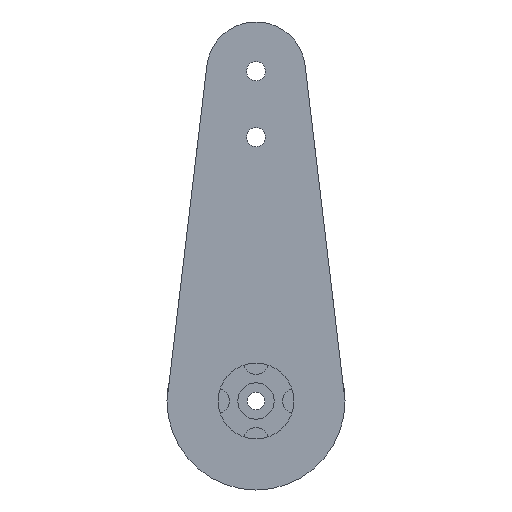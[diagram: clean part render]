
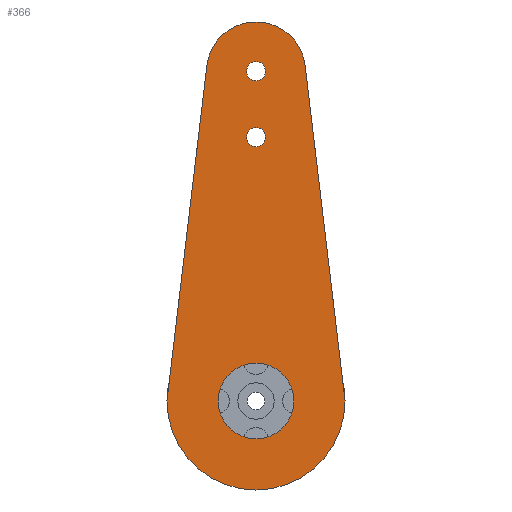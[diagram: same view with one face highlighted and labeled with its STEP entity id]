
A CAD part, front view. The second image highlights one B-rep face of the part: STEP entity #366.
In plain terms, the highlighted planar face has unit normal (0, -1, 0).
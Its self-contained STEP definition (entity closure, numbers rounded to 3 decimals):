
#15=FACE_BOUND('',#70,.T.);
#16=FACE_BOUND('',#71,.T.);
#17=FACE_BOUND('',#72,.T.);
#27=PLANE('',#412);
#44=FACE_OUTER_BOUND('',#69,.T.);
#69=EDGE_LOOP('',(#267,#268,#269,#270,#271));
#70=EDGE_LOOP('',(#272));
#71=EDGE_LOOP('',(#273));
#72=EDGE_LOOP('',(#274));
#106=LINE('',#608,#127);
#107=LINE('',#612,#128);
#127=VECTOR('',#482,10.);
#128=VECTOR('',#485,10.);
#145=CIRCLE('',#403,1.45);
#147=CIRCLE('',#406,1.45);
#149=CIRCLE('',#409,5.75);
#152=CIRCLE('',#413,7.5);
#153=CIRCLE('',#414,13.5);
#154=CIRCLE('',#415,13.5);
#173=VERTEX_POINT('',#586);
#175=VERTEX_POINT('',#592);
#177=VERTEX_POINT('',#598);
#180=VERTEX_POINT('',#606);
#181=VERTEX_POINT('',#607);
#182=VERTEX_POINT('',#609);
#183=VERTEX_POINT('',#611);
#184=VERTEX_POINT('',#613);
#205=EDGE_CURVE('',#173,#173,#145,.T.);
#208=EDGE_CURVE('',#175,#175,#147,.T.);
#211=EDGE_CURVE('',#177,#177,#149,.T.);
#215=EDGE_CURVE('',#180,#181,#106,.T.);
#216=EDGE_CURVE('',#181,#182,#152,.T.);
#217=EDGE_CURVE('',#182,#183,#107,.T.);
#218=EDGE_CURVE('',#183,#184,#153,.T.);
#219=EDGE_CURVE('',#184,#180,#154,.T.);
#267=ORIENTED_EDGE('',*,*,#215,.T.);
#268=ORIENTED_EDGE('',*,*,#216,.T.);
#269=ORIENTED_EDGE('',*,*,#217,.T.);
#270=ORIENTED_EDGE('',*,*,#218,.T.);
#271=ORIENTED_EDGE('',*,*,#219,.T.);
#272=ORIENTED_EDGE('',*,*,#205,.T.);
#273=ORIENTED_EDGE('',*,*,#208,.T.);
#274=ORIENTED_EDGE('',*,*,#211,.F.);
#366=ADVANCED_FACE('',(#44,#15,#16,#17),#27,.T.);
#403=AXIS2_PLACEMENT_3D('',#587,#459,#460);
#406=AXIS2_PLACEMENT_3D('',#593,#466,#467);
#409=AXIS2_PLACEMENT_3D('',#599,#473,#474);
#412=AXIS2_PLACEMENT_3D('',#605,#480,#481);
#413=AXIS2_PLACEMENT_3D('',#610,#483,#484);
#414=AXIS2_PLACEMENT_3D('',#614,#486,#487);
#415=AXIS2_PLACEMENT_3D('',#615,#488,#489);
#459=DIRECTION('center_axis',(0.,1.,0.));
#460=DIRECTION('ref_axis',(0.,0.,
1.));
#466=DIRECTION('center_axis',(0.,1.,0.));
#467=DIRECTION('ref_axis',(0.,0.,
1.));
#473=DIRECTION('center_axis',(0.,-1.,0.));
#474=DIRECTION('ref_axis',(0.,0.,-1.));
#480=DIRECTION('center_axis',(0.,-1.,0.));
#481=DIRECTION('ref_axis',(0.,0.,1.));
#482=DIRECTION('',(-0.118,0.,0.993));
#483=DIRECTION('center_axis',(0.,-1.,0.));
#484=DIRECTION('ref_axis',(0.,0.,1.));
#485=DIRECTION('',(-0.118,0.,-0.993));
#486=DIRECTION('center_axis',(0.,-1.,0.));
#487=DIRECTION('ref_axis',(0.,0.,-1.));
#488=DIRECTION('center_axis',(0.,-1.,0.));
#489=DIRECTION('ref_axis',(0.,0.,-1.));
#586=CARTESIAN_POINT('',(81.875,0.6,126.425));
#587=CARTESIAN_POINT('Origin',(81.875,0.6,127.875));
#592=CARTESIAN_POINT('',(81.875,0.6,136.425));
#593=CARTESIAN_POINT('Origin',(81.875,0.6,137.875));
#598=CARTESIAN_POINT('',(81.875,0.6,93.625));
#599=CARTESIAN_POINT('Origin',(81.875,0.6,87.875));
#605=CARTESIAN_POINT('Origin',(81.875,0.6,132.02));
#606=CARTESIAN_POINT('',(95.375,0.6,87.875));
#607=CARTESIAN_POINT('',(89.323,0.6,138.761));
#608=CARTESIAN_POINT('',(95.375,0.6,87.875));
#609=CARTESIAN_POINT('',(74.428,0.6,138.761));
#610=CARTESIAN_POINT('Origin',(81.875,0.6,137.875));
#611=CARTESIAN_POINT('',(68.375,0.6,87.875));
#612=CARTESIAN_POINT('',(68.375,0.6,87.875));
#613=CARTESIAN_POINT('',(81.875,0.6,74.375));
#614=CARTESIAN_POINT('Origin',(81.875,0.6,87.875));
#615=CARTESIAN_POINT('Origin',(81.875,0.6,87.875));
